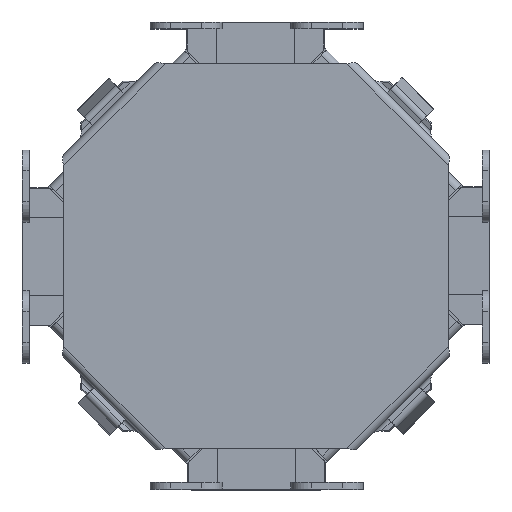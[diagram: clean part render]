
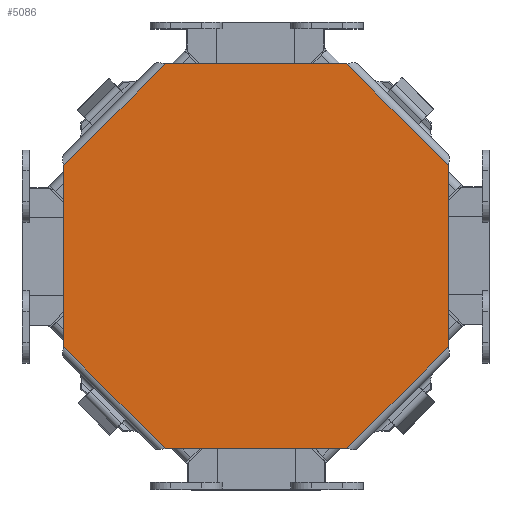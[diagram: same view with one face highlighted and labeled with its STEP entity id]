
A CAD part, top view. The second image highlights one B-rep face of the part: STEP entity #5086.
In plain terms, the highlighted planar face has unit normal (0, 0, 1).
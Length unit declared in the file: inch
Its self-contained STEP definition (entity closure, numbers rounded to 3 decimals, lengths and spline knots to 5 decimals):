
#368=LINE('',#7625,#907);
#374=LINE('',#7707,#913);
#380=LINE('',#7781,#919);
#384=LINE('',#7788,#923);
#385=LINE('',#7790,#924);
#386=LINE('',#7792,#925);
#387=LINE('',#7794,#926);
#388=LINE('',#7795,#927);
#907=VECTOR('',#6039,2.61529);
#913=VECTOR('',#6049,2.61529);
#919=VECTOR('',#6059,3.30092);
#923=VECTOR('',#6065,3.30142);
#924=VECTOR('',#6066,3.30092);
#925=VECTOR('',#6067,2.61529);
#926=VECTOR('',#6068,3.30142);
#927=VECTOR('',#6069,2.61529);
#1347=PLANE('',#5390);
#1600=FACE_OUTER_BOUND('',#1890,.T.);
#1890=EDGE_LOOP('',(#3767,#3768,#3769,#3770,#3771,#3772,#3773,#3774));
#2357=VERTEX_POINT('',#7616);
#2358=VERTEX_POINT('',#7624);
#2363=VERTEX_POINT('',#7698);
#2364=VERTEX_POINT('',#7706);
#2369=VERTEX_POINT('',#7780);
#2372=VERTEX_POINT('',#7789);
#2373=VERTEX_POINT('',#7791);
#2374=VERTEX_POINT('',#7793);
#2868=EDGE_CURVE('',#2358,#2357,#368,.T.);
#2878=EDGE_CURVE('',#2364,#2363,#374,.T.);
#2887=EDGE_CURVE('',#2358,#2369,#380,.T.);
#2891=EDGE_CURVE('',#2364,#2357,#384,.T.);
#2892=EDGE_CURVE('',#2372,#2363,#385,.T.);
#2893=EDGE_CURVE('',#2372,#2373,#386,.T.);
#2894=EDGE_CURVE('',#2374,#2373,#387,.T.);
#2895=EDGE_CURVE('',#2374,#2369,#388,.T.);
#3767=ORIENTED_EDGE('',*,*,#2868,.T.);
#3768=ORIENTED_EDGE('',*,*,#2891,.F.);
#3769=ORIENTED_EDGE('',*,*,#2878,.T.);
#3770=ORIENTED_EDGE('',*,*,#2892,.F.);
#3771=ORIENTED_EDGE('',*,*,#2893,.T.);
#3772=ORIENTED_EDGE('',*,*,#2894,.F.);
#3773=ORIENTED_EDGE('',*,*,#2895,.T.);
#3774=ORIENTED_EDGE('',*,*,#2887,.F.);
#5086=ADVANCED_FACE('',(#1600),#1347,.T.);
#5390=AXIS2_PLACEMENT_3D('',#7787,#6063,#6064);
#6039=DIRECTION('',(-0.707,0.707,0.));
#6049=DIRECTION('',(-0.707,-0.707,0.));
#6059=DIRECTION('',(0.,-1.,0.));
#6063=DIRECTION('center_axis',(0.,0.,1.));
#6064=DIRECTION('ref_axis',(1.,0.,0.));
#6065=DIRECTION('',(1.,0.,0.));
#6066=DIRECTION('',(0.,1.,0.));
#6067=DIRECTION('',(0.707,-0.707,0.));
#6068=DIRECTION('',(-1.,0.,0.));
#6069=DIRECTION('',(0.707,0.707,0.));
#7616=CARTESIAN_POINT('',(1.65071,3.49975,0.074));
#7624=CARTESIAN_POINT('',(3.5,1.65046,0.074));
#7625=CARTESIAN_POINT('',(2.96156,2.1889,0.074));
#7698=CARTESIAN_POINT('',(-3.5,1.65046,0.074));
#7706=CARTESIAN_POINT('',(-1.65071,3.49975,0.074));
#7707=CARTESIAN_POINT('',(-2.03692,3.11354,0.074));
#7780=CARTESIAN_POINT('',(3.5,-1.65046,0.074));
#7781=CARTESIAN_POINT('',(3.5,-3.49975,0.074));
#7787=CARTESIAN_POINT('Origin',(0.,0.30421,
0.074));
#7788=CARTESIAN_POINT('',(3.5,3.49975,0.074));
#7789=CARTESIAN_POINT('',(-3.5,-1.65046,0.074));
#7790=CARTESIAN_POINT('',(-3.5,3.49975,0.074));
#7791=CARTESIAN_POINT('',(-1.65071,-3.49975,0.074));
#7792=CARTESIAN_POINT('',(-3.11367,-2.03679,0.074));
#7793=CARTESIAN_POINT('',(1.65071,-3.49975,0.074));
#7794=CARTESIAN_POINT('',(-3.5,-3.49975,0.074));
#7795=CARTESIAN_POINT('',(2.18902,-2.96144,0.074));
